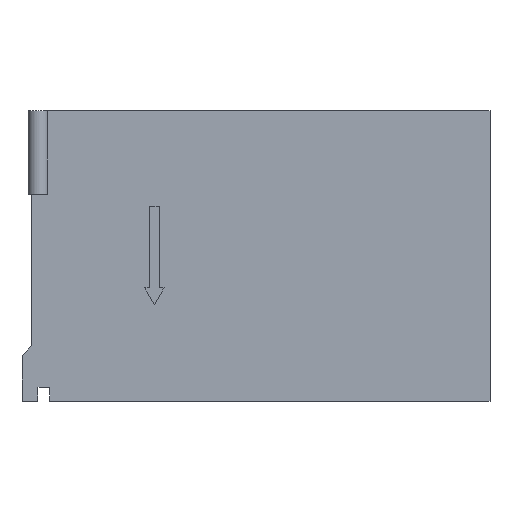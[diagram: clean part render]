
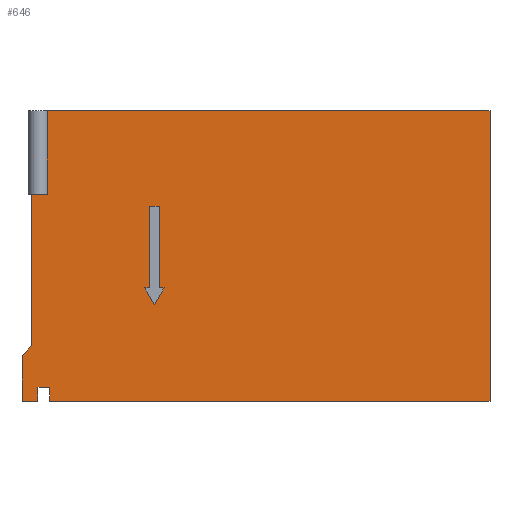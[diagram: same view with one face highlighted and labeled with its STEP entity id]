
A CAD part, top view. The second image highlights one B-rep face of the part: STEP entity #646.
In plain terms, the highlighted planar face has unit normal (0, 0, 1).
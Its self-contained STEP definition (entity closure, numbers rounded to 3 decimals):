
#163=DIRECTION('',(1.,0.,0.));
#164=VECTOR('',#163,4.);
#165=CARTESIAN_POINT('',(-60.,-36.5,1.5));
#166=LINE('',#165,#164);
#171=DIRECTION('',(1.,0.,0.));
#172=VECTOR('',#171,110.5);
#173=CARTESIAN_POINT('',(-53.,-36.5,1.5));
#174=LINE('',#173,#172);
#183=DIRECTION('',(0.,1.,0.));
#184=VECTOR('',#183,3.5);
#185=CARTESIAN_POINT('',(-56.,-36.5,1.5));
#186=LINE('',#185,#184);
#187=DIRECTION('',(0.,-1.,0.));
#188=VECTOR('',#187,11.5);
#189=CARTESIAN_POINT('',(-60.,-25.,1.5));
#190=LINE('',#189,#188);
#191=DIRECTION('',(-0.707,-0.707,0.));
#192=VECTOR('',#191,3.536);
#193=CARTESIAN_POINT('',(-57.5,-22.5,1.5));
#194=LINE('',#193,#192);
#195=DIRECTION('',(0.,-1.,0.));
#196=VECTOR('',#195,38.);
#197=CARTESIAN_POINT('',(-57.5,15.5,1.5));
#198=LINE('',#197,#196);
#199=DIRECTION('',(1.,0.,0.));
#200=VECTOR('',#199,3.885);
#201=CARTESIAN_POINT('',(-57.5,15.5,1.5));
#202=LINE('',#201,#200);
#203=DIRECTION('',(0.,1.,0.));
#204=VECTOR('',#203,21.);
#205=CARTESIAN_POINT('',(-53.615,15.5,1.5));
#206=LINE('',#205,#204);
#207=DIRECTION('',(-1.,0.,0.));
#208=VECTOR('',#207,111.115);
#209=CARTESIAN_POINT('',(57.5,36.5,1.5));
#210=LINE('',#209,#208);
#211=DIRECTION('',(0.,1.,0.));
#212=VECTOR('',#211,73.);
#213=CARTESIAN_POINT('',(57.5,-36.5,1.5));
#214=LINE('',#213,#212);
#215=DIRECTION('',(0.,1.,0.));
#216=VECTOR('',#215,3.5);
#217=CARTESIAN_POINT('',(-53.,-36.5,1.5));
#218=LINE('',#217,#216);
#219=DIRECTION('',(-1.,0.,0.));
#220=VECTOR('',#219,3.);
#221=CARTESIAN_POINT('',(-53.,-33.,1.5));
#222=LINE('',#221,#220);
#223=DIRECTION('',(-1.,0.,0.));
#224=VECTOR('',#223,2.5);
#225=CARTESIAN_POINT('',(-25.5,12.5,1.5));
#226=LINE('',#225,#224);
#227=DIRECTION('',(0.,-1.,0.));
#228=VECTOR('',#227,20.5);
#229=CARTESIAN_POINT('',(-28.,12.5,1.5));
#230=LINE('',#229,#228);
#231=DIRECTION('',(-1.,0.,0.));
#232=VECTOR('',#231,1.2);
#233=CARTESIAN_POINT('',(-28.,-8.,1.5));
#234=LINE('',#233,#232);
#235=DIRECTION('',(0.5,-0.866,0.));
#236=VECTOR('',#235,4.9);
#237=CARTESIAN_POINT('',(-29.2,-8.,1.5));
#238=LINE('',#237,#236);
#239=DIRECTION('',(0.5,0.866,0.));
#240=VECTOR('',#239,4.9);
#241=CARTESIAN_POINT('',(-26.75,-12.244,1.5));
#242=LINE('',#241,#240);
#243=DIRECTION('',(-1.,0.,0.));
#244=VECTOR('',#243,1.2);
#245=CARTESIAN_POINT('',(-24.3,-8.,1.5));
#246=LINE('',#245,#244);
#247=DIRECTION('',(0.,1.,0.));
#248=VECTOR('',#247,20.5);
#249=CARTESIAN_POINT('',(-25.5,-8.,1.5));
#250=LINE('',#249,#248);
#397=CARTESIAN_POINT('',(57.5,-36.5,1.5));
#398=CARTESIAN_POINT('',(57.5,36.5,1.5));
#399=VERTEX_POINT('',#397);
#400=VERTEX_POINT('',#398);
#407=CARTESIAN_POINT('',(-57.5,15.5,1.5));
#408=CARTESIAN_POINT('',(-53.615,15.5,1.5));
#409=VERTEX_POINT('',#407);
#410=VERTEX_POINT('',#408);
#411=CARTESIAN_POINT('',(-53.615,36.5,1.5));
#412=VERTEX_POINT('',#411);
#413=CARTESIAN_POINT('',(-60.,-25.,1.5));
#414=CARTESIAN_POINT('',(-60.,-36.5,1.5));
#415=VERTEX_POINT('',#413);
#416=VERTEX_POINT('',#414);
#422=CARTESIAN_POINT('',(-57.5,-22.5,1.5));
#424=VERTEX_POINT('',#422);
#433=CARTESIAN_POINT('',(-56.,-36.5,1.5));
#434=CARTESIAN_POINT('',(-56.,-33.,1.5));
#435=VERTEX_POINT('',#433);
#436=VERTEX_POINT('',#434);
#437=CARTESIAN_POINT('',(-53.,-36.5,1.5));
#438=CARTESIAN_POINT('',(-53.,-33.,1.5));
#439=VERTEX_POINT('',#437);
#440=VERTEX_POINT('',#438);
#455=CARTESIAN_POINT('',(-25.5,12.5,1.5));
#456=CARTESIAN_POINT('',(-28.,12.5,1.5));
#457=VERTEX_POINT('',#455);
#458=VERTEX_POINT('',#456);
#459=CARTESIAN_POINT('',(-28.,-8.,1.5));
#460=VERTEX_POINT('',#459);
#461=CARTESIAN_POINT('',(-29.2,-8.,1.5));
#462=VERTEX_POINT('',#461);
#463=CARTESIAN_POINT('',(-26.75,-12.244,1.5));
#464=VERTEX_POINT('',#463);
#465=CARTESIAN_POINT('',(-24.3,-8.,1.5));
#466=VERTEX_POINT('',#465);
#467=CARTESIAN_POINT('',(-25.5,-8.,1.5));
#468=VERTEX_POINT('',#467);
#603=CARTESIAN_POINT('',(0.,0.,1.5));
#604=DIRECTION('',(0.,0.,1.));
#605=DIRECTION('',(1.,0.,0.));
#606=AXIS2_PLACEMENT_3D('',#603,#604,#605);
#607=PLANE('',#606);
#608=ORIENTED_EDGE('',*,*,#553,.F.);
#609=ORIENTED_EDGE('',*,*,#569,.F.);
#610=ORIENTED_EDGE('',*,*,#594,.F.);
#612=ORIENTED_EDGE('',*,*,#611,.F.);
#614=ORIENTED_EDGE('',*,*,#613,.F.);
#616=ORIENTED_EDGE('',*,*,#615,.T.);
#618=ORIENTED_EDGE('',*,*,#617,.T.);
#620=ORIENTED_EDGE('',*,*,#619,.F.);
#622=ORIENTED_EDGE('',*,*,#621,.F.);
#623=ORIENTED_EDGE('',*,*,#581,.F.);
#625=ORIENTED_EDGE('',*,*,#624,.T.);
#627=ORIENTED_EDGE('',*,*,#626,.T.);
#628=EDGE_LOOP('',(#608,#609,#610,#612,#614,#616,#618,#620,#622,#623,#625,
#627));
#629=FACE_OUTER_BOUND('',#628,.F.);
#631=ORIENTED_EDGE('',*,*,#630,.T.);
#633=ORIENTED_EDGE('',*,*,#632,.T.);
#635=ORIENTED_EDGE('',*,*,#634,.T.);
#637=ORIENTED_EDGE('',*,*,#636,.T.);
#639=ORIENTED_EDGE('',*,*,#638,.T.);
#641=ORIENTED_EDGE('',*,*,#640,.T.);
#643=ORIENTED_EDGE('',*,*,#642,.T.);
#644=EDGE_LOOP('',(#631,#633,#635,#637,#639,#641,#643));
#645=FACE_BOUND('',#644,.F.);
#646=ADVANCED_FACE('',(#629,#645),#607,.T.);
#553=EDGE_CURVE('',#435,#436,#186,.T.);
#569=EDGE_CURVE('',#416,#435,#166,.T.);
#581=EDGE_CURVE('',#439,#399,#174,.T.);
#594=EDGE_CURVE('',#415,#416,#190,.T.);
#611=EDGE_CURVE('',#424,#415,#194,.T.);
#613=EDGE_CURVE('',#409,#424,#198,.T.);
#615=EDGE_CURVE('',#409,#410,#202,.T.);
#617=EDGE_CURVE('',#410,#412,#206,.T.);
#619=EDGE_CURVE('',#400,#412,#210,.T.);
#621=EDGE_CURVE('',#399,#400,#214,.T.);
#624=EDGE_CURVE('',#439,#440,#218,.T.);
#626=EDGE_CURVE('',#440,#436,#222,.T.);
#630=EDGE_CURVE('',#457,#458,#226,.T.);
#632=EDGE_CURVE('',#458,#460,#230,.T.);
#634=EDGE_CURVE('',#460,#462,#234,.T.);
#636=EDGE_CURVE('',#462,#464,#238,.T.);
#638=EDGE_CURVE('',#464,#466,#242,.T.);
#640=EDGE_CURVE('',#466,#468,#246,.T.);
#642=EDGE_CURVE('',#468,#457,#250,.T.);
